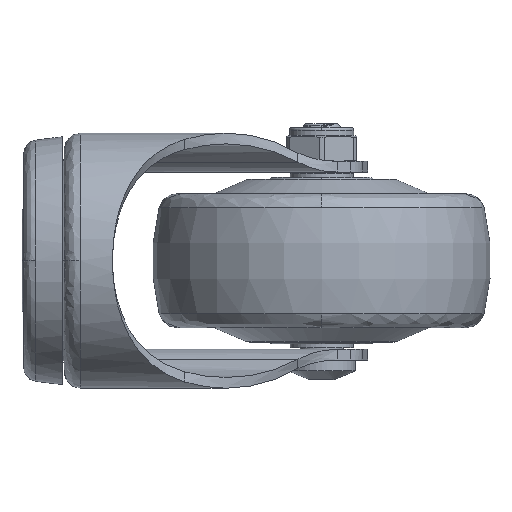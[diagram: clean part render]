
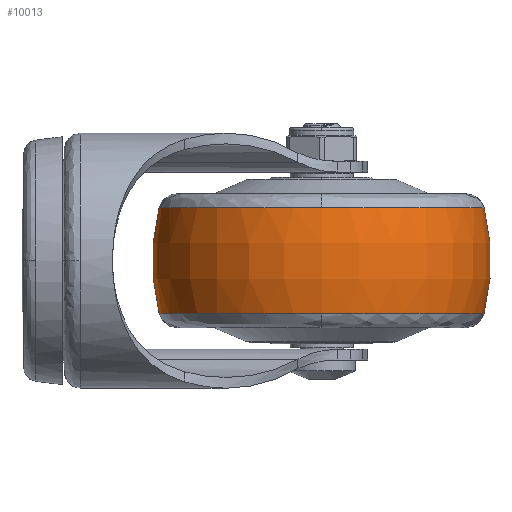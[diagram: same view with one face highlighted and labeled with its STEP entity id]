
A CAD part, left-side view. The second image highlights one B-rep face of the part: STEP entity #10013.
In plain terms, the highlighted toroidal (fillet/blend) face has major radius 8.5 mm and minor radius 40 mm.
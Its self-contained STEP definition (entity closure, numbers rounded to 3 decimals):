
#109 = CIRCLE ( 'NONE', #5407, 40. ) ;
#923 = CARTESIAN_POINT ( 'NONE',  ( 0., 0., -8.5 ) ) ;
#1729 = VERTEX_POINT ( 'NONE', #2152 ) ;
#1943 = DIRECTION ( 'NONE',  ( 0., 0., -1. ) ) ;
#2152 = CARTESIAN_POINT ( 'NONE',  ( 9.863, 0., -30.265 ) ) ;
#2172 = CARTESIAN_POINT ( 'NONE',  ( 0., 0., 8.5 ) ) ;
#2209 = DIRECTION ( 'NONE',  ( 0., 1., 0. ) ) ;
#2224 = DIRECTION ( 'NONE',  ( 0., -1., 0. ) ) ;
#2304 = DIRECTION ( 'NONE',  ( 0., 0.998, -0.063 ) ) ;
#2493 = ORIENTED_EDGE ( 'NONE', *, *, #13183, .T. ) ;
#2527 = DIRECTION ( 'NONE',  ( 0., 0.998, -0.063 ) ) ;
#2797 = VERTEX_POINT ( 'NONE', #11626 ) ;
#2823 = AXIS2_PLACEMENT_3D ( 'NONE', #5195, #14393, #12119 ) ;
#3117 = EDGE_LOOP ( 'NONE', ( #7785, #2493, #14712, #5093, #6726, #8791 ) ) ;
#3486 = DIRECTION ( 'NONE',  ( 1., 0., 0. ) ) ;
#4111 = FACE_OUTER_BOUND ( 'NONE', #3117, .T. ) ;
#4121 = CIRCLE ( 'NONE', #7212, 30.265 ) ;
#4184 = CARTESIAN_POINT ( 'NONE',  ( -9.863, 0., 30.265 ) ) ;
#5093 = ORIENTED_EDGE ( 'NONE', *, *, #14385, .T. ) ;
#5195 = CARTESIAN_POINT ( 'NONE',  ( 9.863, 0., 0. ) ) ;
#5314 = DIRECTION ( 'NONE',  ( 1., 0., 0. ) ) ;
#5407 = AXIS2_PLACEMENT_3D ( 'NONE', #2172, #2224, #11602 ) ;
#5447 = CARTESIAN_POINT ( 'NONE',  ( -9.863, -30.265, 0. ) ) ;
#5959 = CARTESIAN_POINT ( 'NONE',  ( -9.863, 0., 0. ) ) ;
#6339 = AXIS2_PLACEMENT_3D ( 'NONE', #5959, #3486, #2304 ) ;
#6726 = ORIENTED_EDGE ( 'NONE', *, *, #12971, .T. ) ;
#6792 = CARTESIAN_POINT ( 'NONE',  ( -9.863, 0., 0. ) ) ;
#6884 = EDGE_CURVE ( 'NONE', #12300, #14753, #13481, .T. ) ;
#6952 = CIRCLE ( 'NONE', #15177, 30.265 ) ;
#7212 = AXIS2_PLACEMENT_3D ( 'NONE', #14054, #10564, #2527 ) ;
#7374 = CIRCLE ( 'NONE', #6339, 30.265 ) ;
#7616 = CARTESIAN_POINT ( 'NONE',  ( 0., 0., 0. ) ) ;
#7680 = CIRCLE ( 'NONE', #2823, 30.265 ) ;
#7785 = ORIENTED_EDGE ( 'NONE', *, *, #6884, .F. ) ;
#8083 = EDGE_CURVE ( 'NONE', #9806, #14753, #4121, .T. ) ;
#8791 = ORIENTED_EDGE ( 'NONE', *, *, #8083, .T. ) ;
#8977 = AXIS2_PLACEMENT_3D ( 'NONE', #7616, #5314, #1943 ) ;
#9184 = DIRECTION ( 'NONE',  ( 1., 0., 0. ) ) ;
#9806 = VERTEX_POINT ( 'NONE', #11501 ) ;
#10013 = ADVANCED_FACE ( 'NONE', ( #4111 ), #14183, .T. ) ;
#10123 = EDGE_CURVE ( 'NONE', #14310, #2797, #7374, .T. ) ;
#10564 = DIRECTION ( 'NONE',  ( -1., 0., 0. ) ) ;
#11176 = CARTESIAN_POINT ( 'NONE',  ( 9.863, 0., 30.265 ) ) ;
#11501 = CARTESIAN_POINT ( 'NONE',  ( 9.863, -30.265, 0. ) ) ;
#11602 = DIRECTION ( 'NONE',  ( 0., 0., -1. ) ) ;
#11626 = CARTESIAN_POINT ( 'NONE',  ( -9.863, 0., -30.265 ) ) ;
#11769 = AXIS2_PLACEMENT_3D ( 'NONE', #923, #2209, #15113 ) ;
#12119 = DIRECTION ( 'NONE',  ( 0., 0.998, -0.063 ) ) ;
#12300 = VERTEX_POINT ( 'NONE', #4184 ) ;
#12622 = DIRECTION ( 'NONE',  ( 0., 0.998, -0.063 ) ) ;
#12971 = EDGE_CURVE ( 'NONE', #1729, #9806, #7680, .T. ) ;
#13183 = EDGE_CURVE ( 'NONE', #12300, #14310, #6952, .T. ) ;
#13481 = CIRCLE ( 'NONE', #11769, 40. ) ;
#14054 = CARTESIAN_POINT ( 'NONE',  ( 9.863, 0., 0. ) ) ;
#14183 = TOROIDAL_SURFACE ( 'NONE', #8977, -8.5, 40. ) ;
#14310 = VERTEX_POINT ( 'NONE', #5447 ) ;
#14385 = EDGE_CURVE ( 'NONE', #2797, #1729, #109, .T. ) ;
#14393 = DIRECTION ( 'NONE',  ( -1., 0., 0. ) ) ;
#14712 = ORIENTED_EDGE ( 'NONE', *, *, #10123, .T. ) ;
#14753 = VERTEX_POINT ( 'NONE', #11176 ) ;
#15113 = DIRECTION ( 'NONE',  ( 0., 0., 1. ) ) ;
#15177 = AXIS2_PLACEMENT_3D ( 'NONE', #6792, #9184, #12622 ) ;
